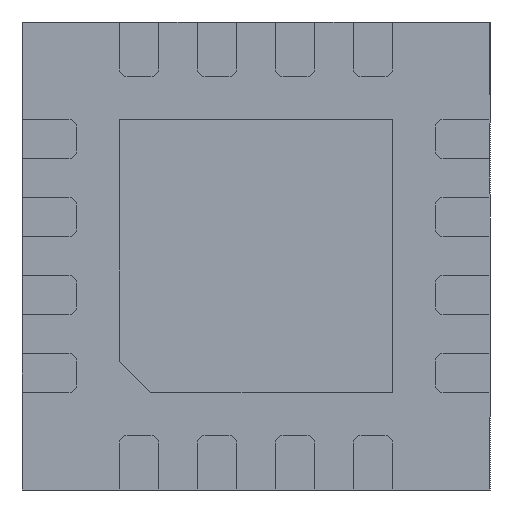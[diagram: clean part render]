
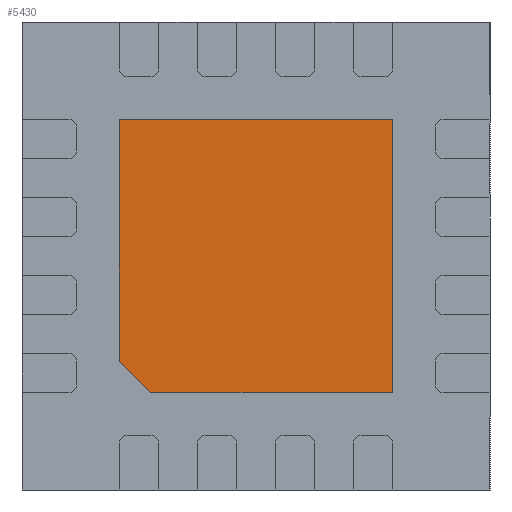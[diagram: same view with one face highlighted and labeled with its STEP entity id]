
A CAD part, front view. The second image highlights one B-rep face of the part: STEP entity #5430.
In plain terms, the highlighted planar face has unit normal (0, -1, 0).
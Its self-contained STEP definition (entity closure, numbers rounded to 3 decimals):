
#312 = ORIENTED_EDGE ( 'NONE', *, *, #1861, .F. ) ;
#336 = AXIS2_PLACEMENT_3D ( 'NONE', #3881, #1953, #6885 ) ;
#418 = LINE ( 'NONE', #5253, #4073 ) ;
#583 = CARTESIAN_POINT ( 'NONE',  ( -0.675, 0., -0.875 ) ) ;
#619 = CARTESIAN_POINT ( 'NONE',  ( -0.875, 0., -0.675 ) ) ;
#621 = LINE ( 'NONE', #583, #5686 ) ;
#656 = DIRECTION ( 'NONE',  ( -1., 0., 0. ) ) ;
#658 = CARTESIAN_POINT ( 'NONE',  ( 0.875, 0., -0.875 ) ) ;
#1363 = FACE_OUTER_BOUND ( 'NONE', #4327, .T. ) ;
#1580 = VECTOR ( 'NONE', #6439, 1000. ) ;
#1756 = CARTESIAN_POINT ( 'NONE',  ( -0.875, 0., 0.875 ) ) ;
#1861 = EDGE_CURVE ( 'NONE', #6997, #6880, #2488, .T. ) ;
#1953 = DIRECTION ( 'NONE',  ( 0., -1., 0. ) ) ;
#2266 = CARTESIAN_POINT ( 'NONE',  ( -0.875, 0., 0.875 ) ) ;
#2348 = DIRECTION ( 'NONE',  ( 1., 0., 0. ) ) ;
#2488 = LINE ( 'NONE', #6114, #5176 ) ;
#2511 = EDGE_CURVE ( 'NONE', #5320, #6997, #621, .T. ) ;
#2651 = CARTESIAN_POINT ( 'NONE',  ( -0.675, 0., -0.875 ) ) ;
#2788 = VERTEX_POINT ( 'NONE', #2266 ) ;
#2812 = EDGE_CURVE ( 'NONE', #7560, #5320, #418, .T. ) ;
#2833 = VECTOR ( 'NONE', #2348, 1000. ) ;
#2929 = LINE ( 'NONE', #1756, #2833 ) ;
#3436 = LINE ( 'NONE', #4609, #1580 ) ;
#3760 = ORIENTED_EDGE ( 'NONE', *, *, #2511, .F. ) ;
#3881 = CARTESIAN_POINT ( 'NONE',  ( 0., 0., 0. ) ) ;
#3889 = EDGE_CURVE ( 'NONE', #2788, #7560, #2929, .T. ) ;
#4073 = VECTOR ( 'NONE', #5329, 1000. ) ;
#4131 = EDGE_CURVE ( 'NONE', #6880, #2788, #3436, .T. ) ;
#4327 = EDGE_LOOP ( 'NONE', ( #5307, #6816, #5429, #312, #3760 ) ) ;
#4609 = CARTESIAN_POINT ( 'NONE',  ( -0.875, 0., 0.875 ) ) ;
#5102 = PLANE ( 'NONE',  #336 ) ;
#5176 = VECTOR ( 'NONE', #7373, 1000. ) ;
#5253 = CARTESIAN_POINT ( 'NONE',  ( 0.875, 0., 0.875 ) ) ;
#5307 = ORIENTED_EDGE ( 'NONE', *, *, #2812, .F. ) ;
#5320 = VERTEX_POINT ( 'NONE', #658 ) ;
#5329 = DIRECTION ( 'NONE',  ( 0., 0., -1. ) ) ;
#5429 = ORIENTED_EDGE ( 'NONE', *, *, #4131, .F. ) ;
#5430 = ADVANCED_FACE ( 'NONE', ( #1363 ), #5102, .T. ) ;
#5686 = VECTOR ( 'NONE', #656, 1000. ) ;
#5991 = CARTESIAN_POINT ( 'NONE',  ( 0.875, 0., 0.875 ) ) ;
#6114 = CARTESIAN_POINT ( 'NONE',  ( -0.875, 0., -0.675 ) ) ;
#6439 = DIRECTION ( 'NONE',  ( 0., 0., 1. ) ) ;
#6816 = ORIENTED_EDGE ( 'NONE', *, *, #3889, .F. ) ;
#6880 = VERTEX_POINT ( 'NONE', #619 ) ;
#6885 = DIRECTION ( 'NONE',  ( 0., 0., -1. ) ) ;
#6997 = VERTEX_POINT ( 'NONE', #2651 ) ;
#7373 = DIRECTION ( 'NONE',  ( -0.707, 0., 0.707 ) ) ;
#7560 = VERTEX_POINT ( 'NONE', #5991 ) ;
